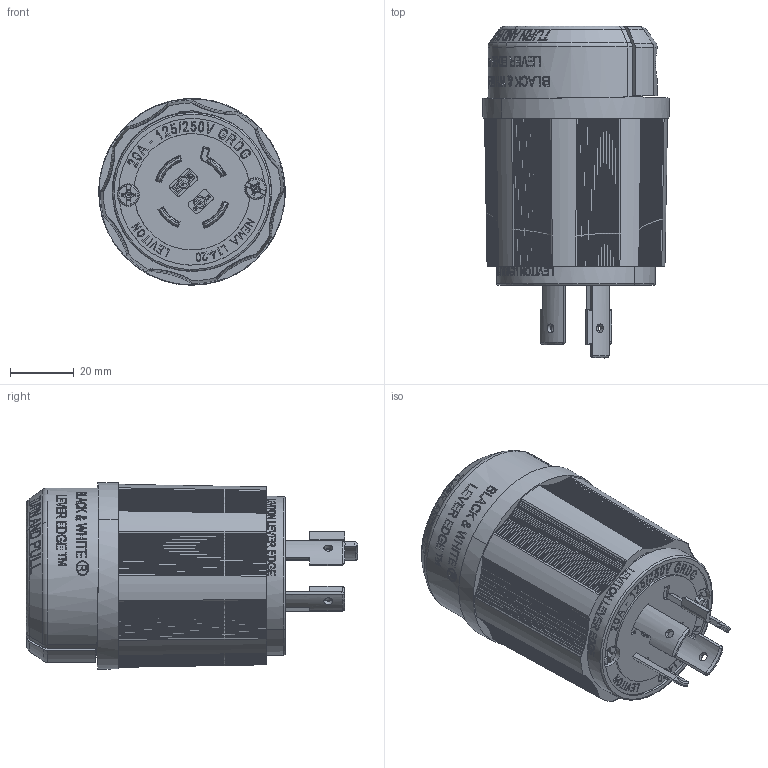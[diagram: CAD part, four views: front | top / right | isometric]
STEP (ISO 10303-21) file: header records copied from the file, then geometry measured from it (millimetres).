
FILE_DESCRIPTION (( 'STEP AP214' ), '1' );
FILE_NAME ('ORC5399-M02.STEP', '2025-10-13T18:25:22', ( '' ), ( '' ), 'SwSTEP 2.0', 'SolidWorks 2024', '' );
FILE_SCHEMA (( 'AUTOMOTIVE_DESIGN' ));
Products named in the file (1): ORC5399-M02
Bounding box: 58.61 x 104.19 x 58.57 mm (x, y, z)
Volume: 175692.2 mm3; surface area: 34567.6 mm2
Topology: 1 solids, 27 shells, 3757 faces, 10388 edges, 6877 vertices
Faces by surface type: plane 1977, bspline 1086, cone 342, cylinder 270, torus 78, sphere 4
Entity records: 156848 total; most frequent: CARTESIAN_POINT 72940, ORIENTED_EDGE 20772, DIRECTION 12894, EDGE_CURVE 10386, VERTEX_POINT 6877, LINE 5092, VECTOR 5092, EDGE_LOOP 3975
